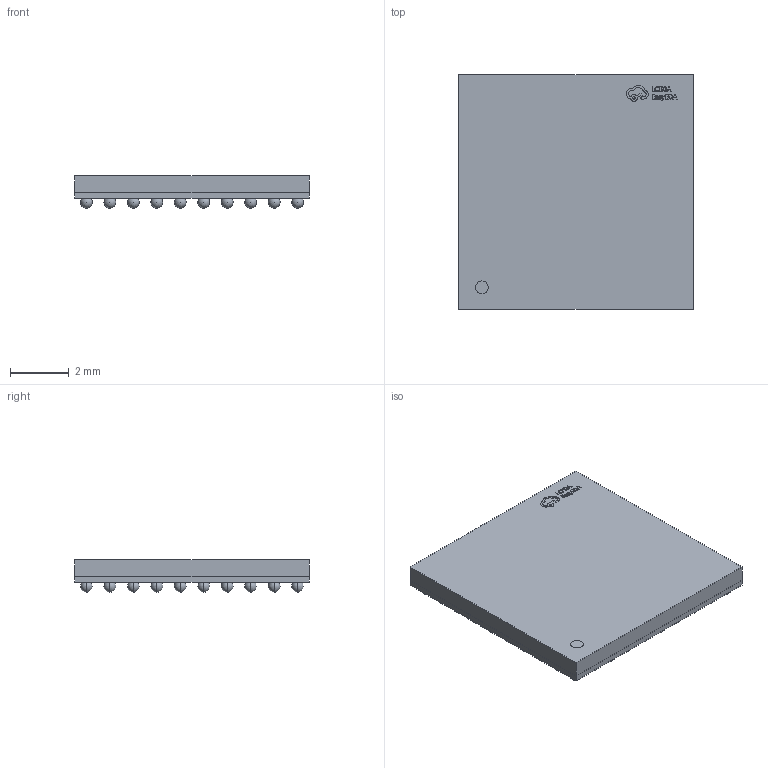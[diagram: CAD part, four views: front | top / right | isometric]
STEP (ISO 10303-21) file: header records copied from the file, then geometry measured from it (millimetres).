
FILE_DESCRIPTION (( 'STEP AP214' ), '1' );
FILE_NAME ('TFBGA-100_L8.0-W8.0-R10-C10-P0.80-BL.STEP', '2023-08-02T01:48:04', ( '' ), ( '' ), 'SwSTEP 2.0', 'SolidWorks 2020', '' );
FILE_SCHEMA (( 'AUTOMOTIVE_DESIGN' ));
Length unit declared in the file: millimetre
Products named in the file (1): TFBGA-100_L8.0-W8.0-R10-C10-P0.80-BL
Bounding box: 8 x 8 x 1.1 mm (x, y, z)
Volume: 51.8 mm3; surface area: 316.7 mm2
Topology: 2 solids, 2 shells, 439 faces, 1545 edges, 1030 vertices
Faces by surface type: sphere 200, plane 139, bspline 98, cylinder 2
Entity records: 18427 total; most frequent: CARTESIAN_POINT 3521, ORIENTED_EDGE 2090, DIRECTION 1933, EDGE_CURVE 1045, AXIS2_PLACEMENT_3D 746, VERTEX_POINT 730, EDGE_LOOP 559, UNCERTAINTY_MEASURE_WITH_UNIT 443
